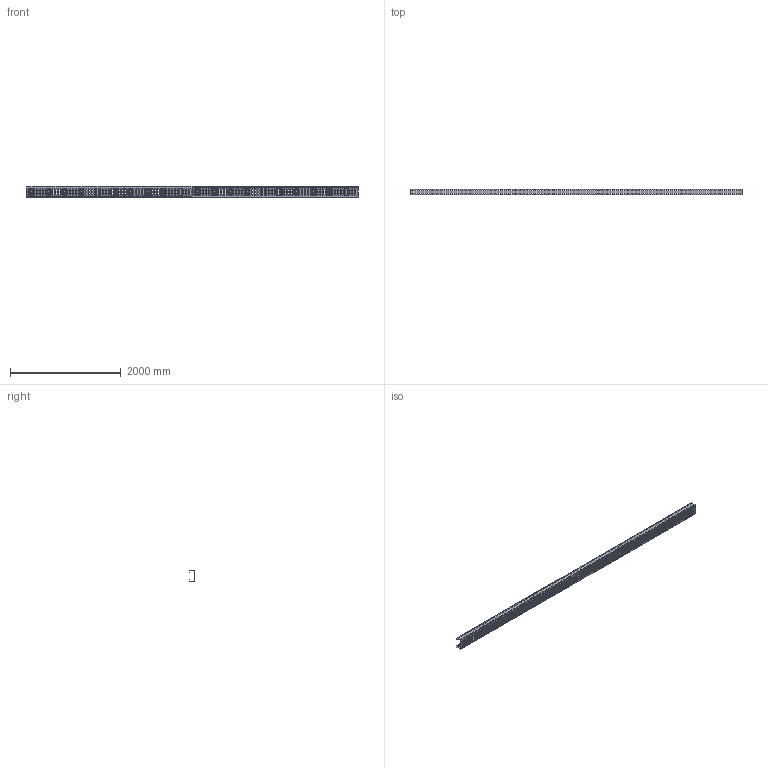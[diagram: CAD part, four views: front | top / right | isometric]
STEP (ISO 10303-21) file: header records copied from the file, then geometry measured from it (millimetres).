
FILE_DESCRIPTION((''),'2;1');
FILE_NAME('220021_ASM','2018-11-28T19:04:58',('tomasz.grudniewski'),(''),'CREO PARAMETRIC BY PTC INC, 2018260','CREO PARAMETRIC BY PTC INC, 2018260','');
FILE_SCHEMA(('CONFIG_CONTROL_DESIGN'));
Products named in the file (3): KSP_DSP_H100_6000_PRT; PASZCZ_200_30000_PRT; 220021_ASM
Assembly tree (4 placements, depth 2):
  220021_ASM
    KSP_DSP_H100_6000_PRT  x2
    PASZCZ_200_30000_PRT  x2
Bounding box: 6000 x 100 x 200 mm (x, y, z)
Volume: 4248489.8 mm3; surface area: 6246023.3 mm2
Topology: 4 solids, 4 shells, 7576 faces, 21856 edges, 14288 vertices
Faces by surface type: plane 4492, cylinder 3084
Entity records: 126520 total; most frequent: CARTESIAN_POINT 21867, ORIENTED_EDGE 21856, DIRECTION 21602, EDGE_CURVE 10928, VECTOR 7844, LINE 7844, VERTEX_POINT 7144, AXIS2_PLACEMENT_3D 6879
